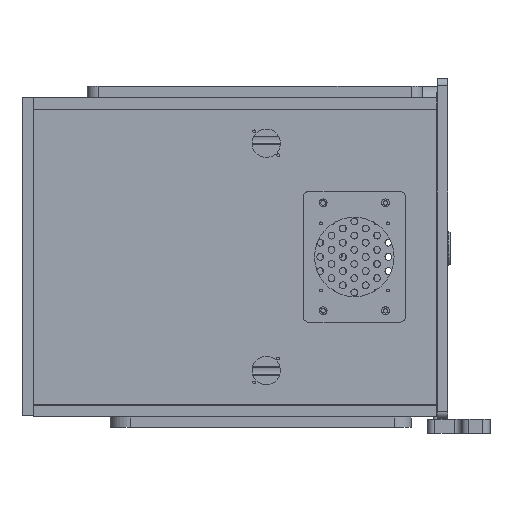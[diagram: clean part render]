
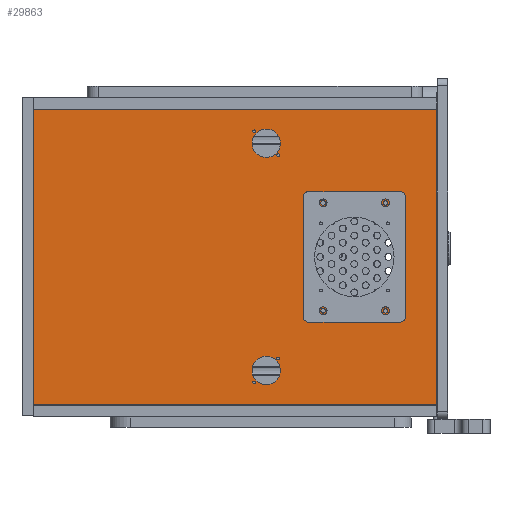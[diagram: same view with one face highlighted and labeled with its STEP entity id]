
A CAD part, left-side view. The second image highlights one B-rep face of the part: STEP entity #29863.
In plain terms, the highlighted face is planar.
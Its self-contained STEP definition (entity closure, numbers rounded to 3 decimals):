
#528=PLANE('',#31649);
#1259=CIRCLE('',#31650,1.621);
#1260=CIRCLE('',#31651,1.621);
#1261=CIRCLE('',#31652,1.621);
#1262=CIRCLE('',#31653,1.621);
#1263=CIRCLE('',#31654,1.25);
#1264=CIRCLE('',#31655,1.25);
#1265=CIRCLE('',#31656,12.5);
#1266=CIRCLE('',#31657,1.25);
#1267=CIRCLE('',#31658,1.25);
#1268=CIRCLE('',#31659,12.5);
#1269=CIRCLE('',#31660,2.);
#1270=CIRCLE('',#31661,2.);
#1271=CIRCLE('',#31662,2.);
#1272=CIRCLE('',#31663,2.);
#1273=CIRCLE('',#31664,2.);
#1274=CIRCLE('',#31665,2.);
#1275=CIRCLE('',#31666,2.);
#1276=CIRCLE('',#31667,2.);
#2973=ORIENTED_EDGE('',*,*,#9334,.T.);
#2974=ORIENTED_EDGE('',*,*,#9335,.T.);
#2975=ORIENTED_EDGE('',*,*,#9336,.T.);
#2976=ORIENTED_EDGE('',*,*,#9297,.T.);
#2977=ORIENTED_EDGE('',*,*,#9337,.T.);
#2978=ORIENTED_EDGE('',*,*,#9338,.T.);
#2979=ORIENTED_EDGE('',*,*,#9339,.T.);
#2980=ORIENTED_EDGE('',*,*,#9340,.T.);
#2981=ORIENTED_EDGE('',*,*,#9341,.T.);
#2982=ORIENTED_EDGE('',*,*,#9342,.T.);
#2983=ORIENTED_EDGE('',*,*,#9343,.T.);
#2984=ORIENTED_EDGE('',*,*,#9344,.T.);
#2985=ORIENTED_EDGE('',*,*,#9345,.T.);
#2986=ORIENTED_EDGE('',*,*,#9346,.T.);
#2987=ORIENTED_EDGE('',*,*,#9347,.T.);
#2988=ORIENTED_EDGE('',*,*,#9348,.F.);
#2989=ORIENTED_EDGE('',*,*,#9349,.T.);
#2990=ORIENTED_EDGE('',*,*,#9350,.F.);
#2991=ORIENTED_EDGE('',*,*,#9351,.T.);
#2992=ORIENTED_EDGE('',*,*,#9352,.F.);
#2993=ORIENTED_EDGE('',*,*,#9353,.T.);
#2994=ORIENTED_EDGE('',*,*,#9354,.F.);
#2995=ORIENTED_EDGE('',*,*,#9355,.F.);
#2996=ORIENTED_EDGE('',*,*,#9356,.F.);
#2997=ORIENTED_EDGE('',*,*,#9357,.F.);
#2998=ORIENTED_EDGE('',*,*,#9358,.F.);
#9297=EDGE_CURVE('',#12568,#12567,#14911,.T.);
#9334=EDGE_CURVE('',#12567,#12602,#14921,.T.);
#9335=EDGE_CURVE('',#12602,#12603,#14922,.T.);
#9336=EDGE_CURVE('',#12603,#12568,#14923,.T.);
#9337=EDGE_CURVE('',#12604,#12604,#1259,.T.);
#9338=EDGE_CURVE('',#12605,#12605,#1260,.T.);
#9339=EDGE_CURVE('',#12606,#12606,#1261,.T.);
#9340=EDGE_CURVE('',#12607,#12607,#1262,.T.);
#9341=EDGE_CURVE('',#12608,#12608,#1263,.T.);
#9342=EDGE_CURVE('',#12609,#12609,#1264,.T.);
#9343=EDGE_CURVE('',#12610,#12610,#1265,.T.);
#9344=EDGE_CURVE('',#12611,#12611,#1266,.T.);
#9345=EDGE_CURVE('',#12612,#12612,#1267,.T.);
#9346=EDGE_CURVE('',#12613,#12613,#1268,.T.);
#9347=EDGE_CURVE('',#12614,#12615,#14924,.T.);
#9348=EDGE_CURVE('',#12616,#12615,#1269,.T.);
#9349=EDGE_CURVE('',#12616,#12617,#14925,.T.);
#9350=EDGE_CURVE('',#12618,#12617,#1270,.T.);
#9351=EDGE_CURVE('',#12618,#12619,#14926,.T.);
#9352=EDGE_CURVE('',#12620,#12619,#1271,.T.);
#9353=EDGE_CURVE('',#12620,#12621,#14927,.T.);
#9354=EDGE_CURVE('',#12614,#12621,#1272,.T.);
#9355=EDGE_CURVE('',#12622,#12622,#1273,.T.);
#9356=EDGE_CURVE('',#12623,#12623,#1274,.T.);
#9357=EDGE_CURVE('',#12624,#12624,#1275,.T.);
#9358=EDGE_CURVE('',#12625,#12625,#1276,.T.);
#12567=VERTEX_POINT('',#41553);
#12568=VERTEX_POINT('',#41555);
#12602=VERTEX_POINT('',#41633);
#12603=VERTEX_POINT('',#41637);
#12604=VERTEX_POINT('',#41640);
#12605=VERTEX_POINT('',#41642);
#12606=VERTEX_POINT('',#41644);
#12607=VERTEX_POINT('',#41646);
#12608=VERTEX_POINT('',#41648);
#12609=VERTEX_POINT('',#41650);
#12610=VERTEX_POINT('',#41652);
#12611=VERTEX_POINT('',#41654);
#12612=VERTEX_POINT('',#41656);
#12613=VERTEX_POINT('',#41658);
#12614=VERTEX_POINT('',#41660);
#12615=VERTEX_POINT('',#41661);
#12616=VERTEX_POINT('',#41663);
#12617=VERTEX_POINT('',#41665);
#12618=VERTEX_POINT('',#41667);
#12619=VERTEX_POINT('',#41669);
#12620=VERTEX_POINT('',#41671);
#12621=VERTEX_POINT('',#41673);
#12622=VERTEX_POINT('',#41676);
#12623=VERTEX_POINT('',#41678);
#12624=VERTEX_POINT('',#41680);
#12625=VERTEX_POINT('',#41682);
#14911=LINE('',#41554,#16778);
#14921=LINE('',#41634,#16788);
#14922=LINE('',#41636,#16789);
#14923=LINE('',#41638,#16790);
#14924=LINE('',#41659,#16791);
#14925=LINE('',#41664,#16792);
#14926=LINE('',#41668,#16793);
#14927=LINE('',#41672,#16794);
#16778=VECTOR('',#34631,1000.);
#16788=VECTOR('',#34711,1000.);
#16789=VECTOR('',#34714,1000.);
#16790=VECTOR('',#34715,1000.);
#16791=VECTOR('',#34736,1000.);
#16792=VECTOR('',#34739,1000.);
#16793=VECTOR('',#34742,1000.);
#16794=VECTOR('',#34745,1000.);
#18819=EDGE_LOOP('',(#2973,#2974,#2975,#2976));
#18820=EDGE_LOOP('',(#2977));
#18821=EDGE_LOOP('',(#2978));
#18822=EDGE_LOOP('',(#2979));
#18823=EDGE_LOOP('',(#2980));
#18824=EDGE_LOOP('',(#2981));
#18825=EDGE_LOOP('',(#2982));
#18826=EDGE_LOOP('',(#2983));
#18827=EDGE_LOOP('',(#2984));
#18828=EDGE_LOOP('',(#2985));
#18829=EDGE_LOOP('',(#2986));
#18830=EDGE_LOOP('',(#2987,#2988,#2989,#2990,#2991,#2992,#2993,#2994));
#18831=EDGE_LOOP('',(#2995));
#18832=EDGE_LOOP('',(#2996));
#18833=EDGE_LOOP('',(#2997));
#18834=EDGE_LOOP('',(#2998));
#21091=FACE_BOUND('',#18819,.T.);
#21092=FACE_BOUND('',#18820,.T.);
#21093=FACE_BOUND('',#18821,.T.);
#21094=FACE_BOUND('',#18822,.T.);
#21095=FACE_BOUND('',#18823,.T.);
#21096=FACE_BOUND('',#18824,.T.);
#21097=FACE_BOUND('',#18825,.T.);
#21098=FACE_BOUND('',#18826,.T.);
#21099=FACE_BOUND('',#18827,.T.);
#21100=FACE_BOUND('',#18828,.T.);
#21101=FACE_BOUND('',#18829,.T.);
#21102=FACE_BOUND('',#18830,.T.);
#21103=FACE_BOUND('',#18831,.T.);
#21104=FACE_BOUND('',#18832,.T.);
#21105=FACE_BOUND('',#18833,.T.);
#21106=FACE_BOUND('',#18834,.T.);
#29863=ADVANCED_FACE('',(#21091,#21092,#21093,#21094,#21095,#21096,#21097,
#21098,#21099,#21100,#21101,#21102,#21103,#21104,#21105,#21106),#528,.T.);
#31649=AXIS2_PLACEMENT_3D('',#41635,#34712,#34713);
#31650=AXIS2_PLACEMENT_3D('',#41639,#34716,#34717);
#31651=AXIS2_PLACEMENT_3D('',#41641,#34718,#34719);
#31652=AXIS2_PLACEMENT_3D('',#41643,#34720,#34721);
#31653=AXIS2_PLACEMENT_3D('',#41645,#34722,#34723);
#31654=AXIS2_PLACEMENT_3D('',#41647,#34724,#34725);
#31655=AXIS2_PLACEMENT_3D('',#41649,#34726,#34727);
#31656=AXIS2_PLACEMENT_3D('',#41651,#34728,#34729);
#31657=AXIS2_PLACEMENT_3D('',#41653,#34730,#34731);
#31658=AXIS2_PLACEMENT_3D('',#41655,#34732,#34733);
#31659=AXIS2_PLACEMENT_3D('',#41657,#34734,#34735);
#31660=AXIS2_PLACEMENT_3D('',#41662,#34737,#34738);
#31661=AXIS2_PLACEMENT_3D('',#41666,#34740,#34741);
#31662=AXIS2_PLACEMENT_3D('',#41670,#34743,#34744);
#31663=AXIS2_PLACEMENT_3D('',#41674,#34746,#34747);
#31664=AXIS2_PLACEMENT_3D('',#41675,#34748,#34749);
#31665=AXIS2_PLACEMENT_3D('',#41677,#34750,#34751);
#31666=AXIS2_PLACEMENT_3D('',#41679,#34752,#34753);
#31667=AXIS2_PLACEMENT_3D('',#41681,#34754,#34755);
#34631=DIRECTION('',(0.,0.,-1.));
#34711=DIRECTION('',(1.,0.,0.));
#34712=DIRECTION('',(0.,-1.,0.));
#34713=DIRECTION('',(0.,0.,-1.));
#34714=DIRECTION('',(0.,0.,1.));
#34715=DIRECTION('',(-1.,0.,0.));
#34716=DIRECTION('',(0.,1.,0.));
#34717=DIRECTION('',(1.,0.,0.));
#34718=DIRECTION('',(0.,1.,0.));
#34719=DIRECTION('',(1.,0.,0.));
#34720=DIRECTION('',(0.,1.,0.));
#34721=DIRECTION('',(1.,0.,0.));
#34722=DIRECTION('',(0.,1.,0.));
#34723=DIRECTION('',(1.,0.,0.));
#34724=DIRECTION('',(0.,1.,0.));
#34725=DIRECTION('',(1.,0.,0.));
#34726=DIRECTION('',(0.,1.,0.));
#34727=DIRECTION('',(1.,0.,0.));
#34728=DIRECTION('',(0.,1.,0.));
#34729=DIRECTION('',(1.,0.,0.));
#34730=DIRECTION('',(0.,1.,0.));
#34731=DIRECTION('',(1.,0.,0.));
#34732=DIRECTION('',(0.,1.,0.));
#34733=DIRECTION('',(1.,0.,0.));
#34734=DIRECTION('',(0.,1.,0.));
#34735=DIRECTION('',(1.,0.,0.));
#34736=DIRECTION('',(-1.,0.,0.));
#34737=DIRECTION('',(0.,-1.,0.));
#34738=DIRECTION('',(-0.707,0.,-0.707));
#34739=DIRECTION('',(0.,0.,1.));
#34740=DIRECTION('',(0.,-1.,0.));
#34741=DIRECTION('',(-0.707,0.,0.707));
#34742=DIRECTION('',(1.,0.,0.));
#34743=DIRECTION('',(0.,-1.,0.));
#34744=DIRECTION('',(0.707,0.,0.707));
#34745=DIRECTION('',(0.,0.,-1.));
#34746=DIRECTION('',(0.,-1.,0.));
#34747=DIRECTION('',(0.707,0.,-0.707));
#34748=DIRECTION('',(0.,-1.,0.));
#34749=DIRECTION('',(0.,0.,-1.));
#34750=DIRECTION('',(0.,-1.,0.));
#34751=DIRECTION('',(0.,0.,-1.));
#34752=DIRECTION('',(0.,-1.,0.));
#34753=DIRECTION('',(0.,0.,-1.));
#34754=DIRECTION('',(0.,-1.,0.));
#34755=DIRECTION('',(0.,0.,-1.));
#41553=CARTESIAN_POINT('',(2.5,-5.,0.));
#41554=CARTESIAN_POINT('',(2.5,-5.,180.));
#41555=CARTESIAN_POINT('',(2.5,-5.,355.));
#41633=CARTESIAN_POINT('',(262.5,-5.,0.));
#41634=CARTESIAN_POINT('',(0.,-5.,0.));
#41635=CARTESIAN_POINT('',(0.,-5.,0.));
#41636=CARTESIAN_POINT('',(262.5,-5.,0.));
#41637=CARTESIAN_POINT('',(262.5,-5.,355.));
#41638=CARTESIAN_POINT('',(265.,-5.,355.));
#41639=CARTESIAN_POINT('',(132.5,-5.,30.));
#41640=CARTESIAN_POINT('',(134.121,-5.,30.));
#41641=CARTESIAN_POINT('',(132.5,-5.,115.));
#41642=CARTESIAN_POINT('',(134.121,-5.,115.));
#41643=CARTESIAN_POINT('',(85.,-5.,72.5));
#41644=CARTESIAN_POINT('',(86.621,-5.,72.5));
#41645=CARTESIAN_POINT('',(180.,-5.,72.5));
#41646=CARTESIAN_POINT('',(181.621,-5.,72.5));
#41647=CARTESIAN_POINT('',(243.,-5.,160.5));
#41648=CARTESIAN_POINT('',(244.25,-5.,160.5));
#41649=CARTESIAN_POINT('',(43.,-5.,139.5));
#41650=CARTESIAN_POINT('',(44.25,-5.,139.5));
#41651=CARTESIAN_POINT('',(232.5,-5.,150.));
#41652=CARTESIAN_POINT('',(245.,-5.,150.));
#41653=CARTESIAN_POINT('',(222.,-5.,139.5));
#41654=CARTESIAN_POINT('',(223.25,-5.,139.5));
#41655=CARTESIAN_POINT('',(22.,-5.,160.5));
#41656=CARTESIAN_POINT('',(23.25,-5.,160.5));
#41657=CARTESIAN_POINT('',(32.5,-5.,150.));
#41658=CARTESIAN_POINT('',(45.,-5.,150.));
#41659=CARTESIAN_POINT('',(150.566,-5.,35.));
#41660=CARTESIAN_POINT('',(168.,-5.,35.));
#41661=CARTESIAN_POINT('',(97.,-5.,35.));
#41662=CARTESIAN_POINT('',(97.,-5.,37.));
#41663=CARTESIAN_POINT('',(95.,-5.,37.));
#41664=CARTESIAN_POINT('',(95.,-5.,36.597));
#41665=CARTESIAN_POINT('',(95.,-5.,108.));
#41666=CARTESIAN_POINT('',(97.,-5.,108.));
#41667=CARTESIAN_POINT('',(97.,-5.,110.));
#41668=CARTESIAN_POINT('',(75.566,-5.,110.));
#41669=CARTESIAN_POINT('',(168.,-5.,110.));
#41670=CARTESIAN_POINT('',(168.,-5.,108.));
#41671=CARTESIAN_POINT('',(170.,-5.,108.));
#41672=CARTESIAN_POINT('',(170.,-5.,111.597));
#41673=CARTESIAN_POINT('',(170.,-5.,37.));
#41674=CARTESIAN_POINT('',(168.,-5.,37.));
#41675=CARTESIAN_POINT('',(85.,-5.,100.));
#41676=CARTESIAN_POINT('',(85.,-5.,98.));
#41677=CARTESIAN_POINT('',(180.,-5.,100.));
#41678=CARTESIAN_POINT('',(180.,-5.,98.));
#41679=CARTESIAN_POINT('',(85.,-5.,45.));
#41680=CARTESIAN_POINT('',(85.,-5.,43.));
#41681=CARTESIAN_POINT('',(180.,-5.,45.));
#41682=CARTESIAN_POINT('',(180.,-5.,43.));
